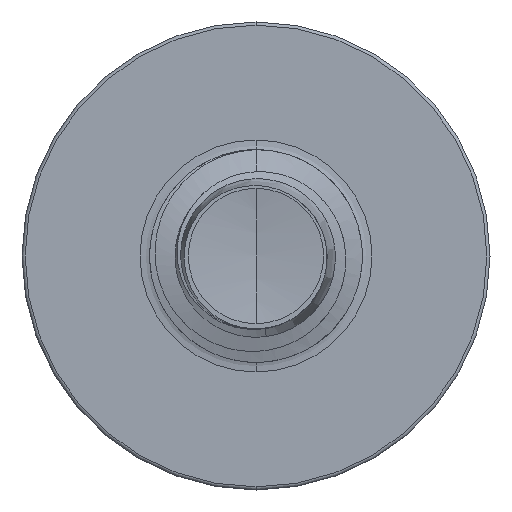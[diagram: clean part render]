
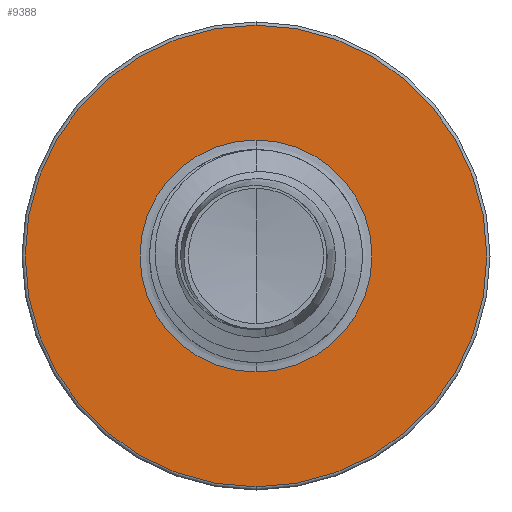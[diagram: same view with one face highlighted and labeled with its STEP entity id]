
A CAD part, front view. The second image highlights one B-rep face of the part: STEP entity #9388.
In plain terms, the highlighted planar face has unit normal (0, -1, 0).
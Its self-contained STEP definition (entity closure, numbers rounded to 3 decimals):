
#7 = ORIENTED_EDGE ( 'NONE', *, *, #7756, .F. ) ;
#154 = AXIS2_PLACEMENT_3D ( 'NONE', #4941, #4929, #4914 ) ;
#1397 = EDGE_LOOP ( 'NONE', ( #7, #1414 ) ) ;
#1414 = ORIENTED_EDGE ( 'NONE', *, *, #1987, .F. ) ;
#1967 = EDGE_CURVE ( 'NONE', #8989, #5941, #8236, .T. ) ;
#1987 = EDGE_CURVE ( 'NONE', #4171, #8563, #6373, .T. ) ;
#2207 = ORIENTED_EDGE ( 'NONE', *, *, #1967, .T. ) ;
#2686 = EDGE_LOOP ( 'NONE', ( #2207, #2872 ) ) ;
#2872 = ORIENTED_EDGE ( 'NONE', *, *, #5774, .T. ) ;
#4171 = VERTEX_POINT ( 'NONE', #10451 ) ;
#4902 = AXIS2_PLACEMENT_3D ( 'NONE', #6411, #6321, #6312 ) ;
#4911 = CARTESIAN_POINT ( 'NONE',  ( 0., 3., -1.363 ) ) ;
#4914 = DIRECTION ( 'NONE',  ( 0., 0., 1. ) ) ;
#4929 = DIRECTION ( 'NONE',  ( 0., 1., 0. ) ) ;
#4941 = CARTESIAN_POINT ( 'NONE',  ( 0., 3., 0. ) ) ;
#5263 = DIRECTION ( 'NONE',  ( 0., 0., 1. ) ) ;
#5294 = CIRCLE ( 'NONE', #7115, 2.713 ) ;
#5383 = CARTESIAN_POINT ( 'NONE',  ( 0., 3., 0. ) ) ;
#5385 = DIRECTION ( 'NONE',  ( 0., 1., 0. ) ) ;
#5391 = DIRECTION ( 'NONE',  ( 0., 0., 1. ) ) ;
#5421 = DIRECTION ( 'NONE',  ( 0., 1., 0. ) ) ;
#5426 = CARTESIAN_POINT ( 'NONE',  ( 0., 3., 0. ) ) ;
#5650 = CIRCLE ( 'NONE', #154, 1.363 ) ;
#5774 = EDGE_CURVE ( 'NONE', #5941, #8989, #5650, .T. ) ;
#5941 = VERTEX_POINT ( 'NONE', #4911 ) ;
#6143 = CARTESIAN_POINT ( 'NONE',  ( 0., 3., 2.713 ) ) ;
#6312 = DIRECTION ( 'NONE',  ( 0., 0., 1. ) ) ;
#6321 = DIRECTION ( 'NONE',  ( 0., 1., 0. ) ) ;
#6330 = PLANE ( 'NONE',  #4902 ) ;
#6373 = CIRCLE ( 'NONE', #8346, 2.713 ) ;
#6411 = CARTESIAN_POINT ( 'NONE',  ( 0., 3., -1.363 ) ) ;
#7115 = AXIS2_PLACEMENT_3D ( 'NONE', #10422, #10402, #10400 ) ;
#7352 = CARTESIAN_POINT ( 'NONE',  ( 0., 3., 1.363 ) ) ;
#7515 = AXIS2_PLACEMENT_3D ( 'NONE', #5383, #5385, #5391 ) ;
#7756 = EDGE_CURVE ( 'NONE', #8563, #4171, #5294, .T. ) ;
#7864 = FACE_OUTER_BOUND ( 'NONE', #1397, .T. ) ;
#8236 = CIRCLE ( 'NONE', #7515, 1.363 ) ;
#8346 = AXIS2_PLACEMENT_3D ( 'NONE', #5426, #5421, #5263 ) ;
#8563 = VERTEX_POINT ( 'NONE', #6143 ) ;
#8989 = VERTEX_POINT ( 'NONE', #7352 ) ;
#9131 = FACE_BOUND ( 'NONE', #2686, .T. ) ;
#9388 = ADVANCED_FACE ( 'NONE', ( #7864, #9131 ), #6330, .F. ) ;
#10400 = DIRECTION ( 'NONE',  ( 0., 0., 1. ) ) ;
#10402 = DIRECTION ( 'NONE',  ( 0., 1., 0. ) ) ;
#10422 = CARTESIAN_POINT ( 'NONE',  ( 0., 3., 0. ) ) ;
#10451 = CARTESIAN_POINT ( 'NONE',  ( 0., 3., -2.712 ) ) ;
